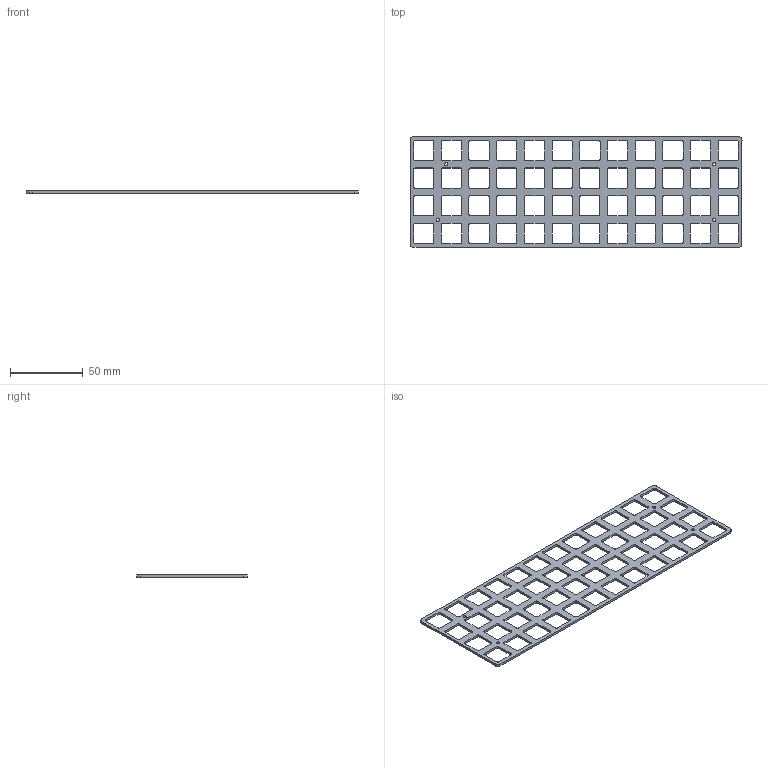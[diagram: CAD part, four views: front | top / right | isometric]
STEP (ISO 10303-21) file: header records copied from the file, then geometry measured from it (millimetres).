
FILE_DESCRIPTION(('KiCad electronic assembly'),'2;1');
FILE_NAME('little_lucy_plate.step','2022-06-12T16:27:54',('Pcbnew'),( 'Kicad'),'Open CASCADE STEP processor 7.6','KiCad to STEP converter' ,'Unknown');
FILE_SCHEMA(('AUTOMOTIVE_DESIGN { 1 0 10303 214 1 1 1 1 }'));
Length unit declared in the file: millimetre
Products named in the file (2): little_lucy_plate 1; _autosave-plate PCB
Assembly tree (1 placements, depth 2):
  little_lucy_plate 1
    _autosave-plate PCB
Bounding box: 228.6 x 76.2 x 1.6 mm (x, y, z)
Volume: 12851.7 mm3; surface area: 21246.6 mm2
Topology: 1 solids, 1 shells, 399 faces, 1191 edges, 794 vertices
Faces by surface type: cylinder 200, plane 199
Full cylindrical faces by diameter (mm): 2.2 x4
Entity records: 30463 total; most frequent: CARTESIAN_POINT 7168, DIRECTION 4375, LINE 2773, VECTOR 2773, ORIENTED_EDGE 2382, PCURVE 2382, DEFINITIONAL_REPRESENTATION 2382, EDGE_CURVE 1191
